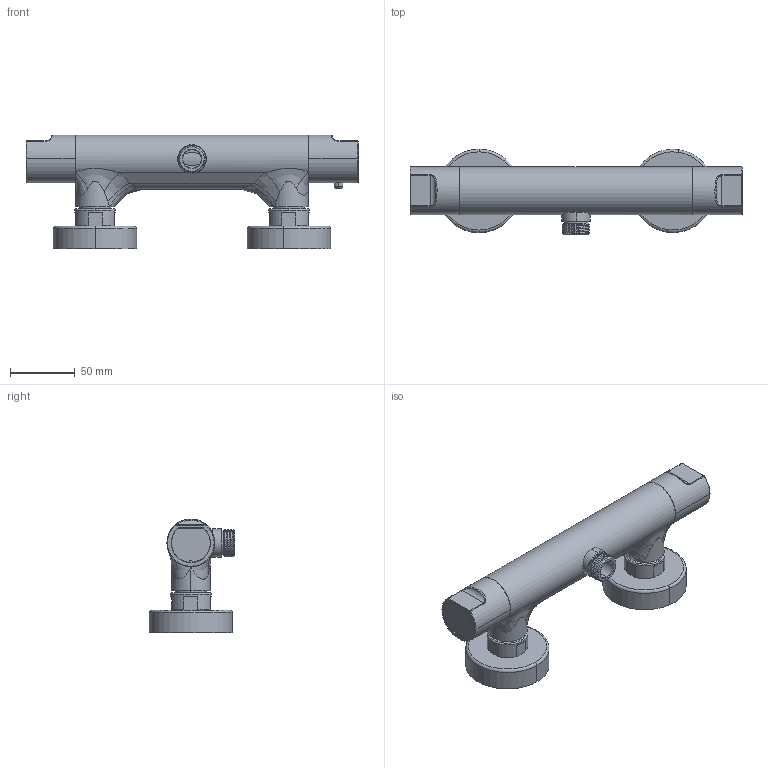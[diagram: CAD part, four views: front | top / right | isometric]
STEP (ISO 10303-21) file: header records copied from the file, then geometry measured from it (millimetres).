
FILE_DESCRIPTION (( 'STEP AP214' ), '1' );
FILE_NAME ('137200.STEP', '2020-08-20T10:57:36', ( '' ), ( '' ), 'SwSTEP 2.0', 'SolidWorks 2016', '' );
FILE_SCHEMA (( 'AUTOMOTIVE_DESIGN' ));
Length unit declared in the file: millimetre
Products named in the file (1): 137200
Bounding box: 256.8 x 66.25 x 88.1 mm (x, y, z)
Volume: 346124.1 mm3; surface area: 87944.5 mm2
Topology: 2 solids, 9 shells, 471 faces, 1204 edges, 770 vertices
Faces by surface type: cylinder 185, plane 139, bspline 53, cone 46, torus 44, sphere 4
Entity records: 23444 total; most frequent: CARTESIAN_POINT 7422, ORIENTED_EDGE 2396, DIRECTION 2349, EDGE_CURVE 1198, AXIS2_PLACEMENT_3D 976, VERTEX_POINT 770, CIRCLE 557, EDGE_LOOP 538
